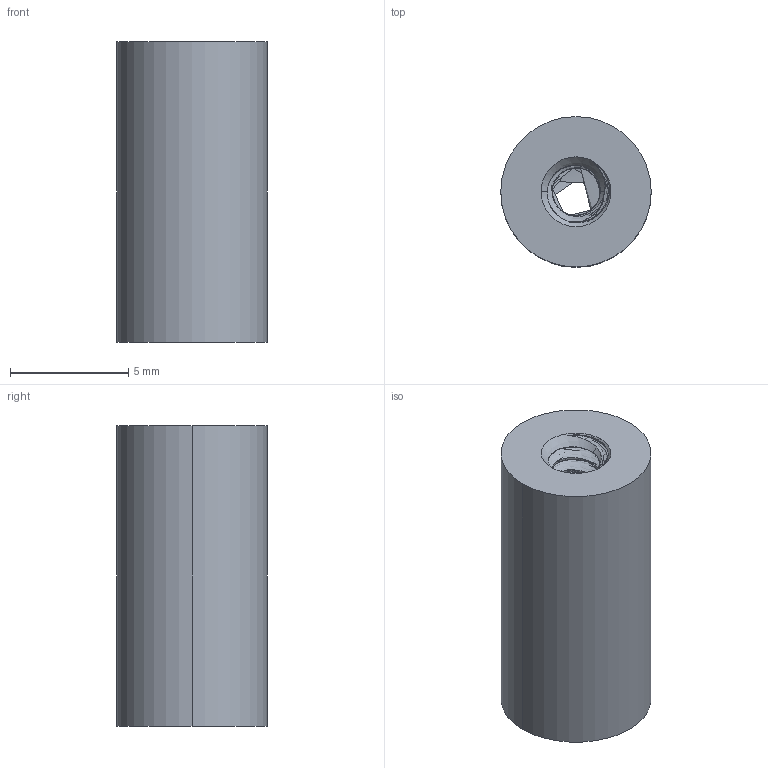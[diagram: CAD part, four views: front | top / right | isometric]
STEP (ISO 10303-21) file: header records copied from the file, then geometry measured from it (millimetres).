
FILE_DESCRIPTION (( 'STEP AP203' ), '1' );
FILE_NAME ('93330A435.step', '2015-09-18T14:55:49', ( '' ), ( '' ), 'SwSTEP 2.0', 'SolidWorks 2010', '' );
FILE_SCHEMA (( 'CONFIG_CONTROL_DESIGN' ));
Length unit declared in the file: inch
Products named in the file (1): 93330A435
Bounding box: 6.35 x 6.35 x 12.7 mm (x, y, z)
Volume: 341.8 mm3; surface area: 472.5 mm2
Topology: 1 solids, 1 shells, 54 faces, 156 edges, 104 vertices
Faces by surface type: cylinder 43, cone 6, bspline 3, plane 2
Entity records: 4268 total; most frequent: CARTESIAN_POINT 3042, ORIENTED_EDGE 312, DIRECTION 172, EDGE_CURVE 156, VERTEX_POINT 104, AXIS2_PLACEMENT_3D 62, EDGE_LOOP 56, ADVANCED_FACE 54
